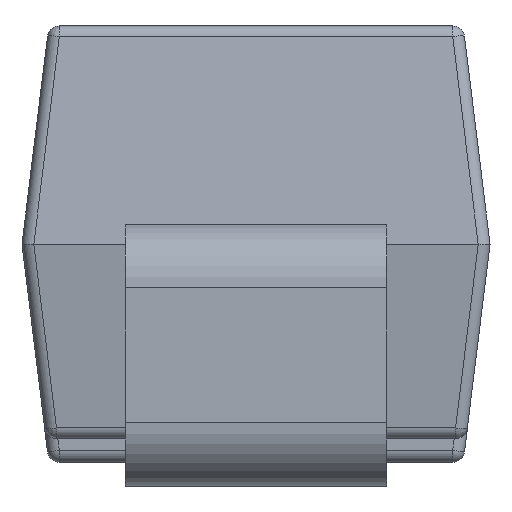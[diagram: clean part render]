
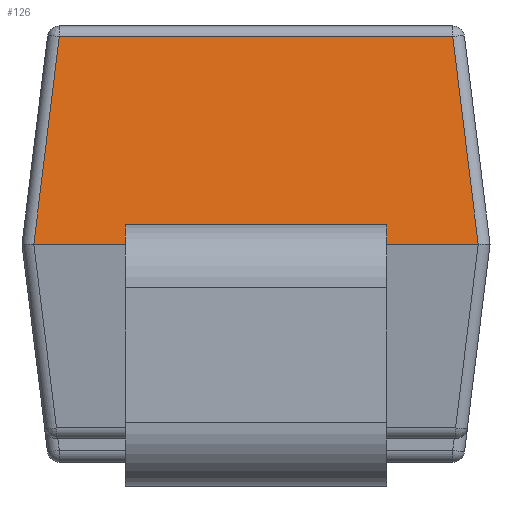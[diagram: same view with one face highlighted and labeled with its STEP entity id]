
A CAD part, left-side view. The second image highlights one B-rep face of the part: STEP entity #126.
In plain terms, the highlighted planar face has unit normal (-0.993, 0, 0.122).
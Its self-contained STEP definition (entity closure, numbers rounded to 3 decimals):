
#126=ADVANCED_FACE('',(#866),#868,.T.);
#866=FACE_BOUND('',#867,.T.);
#867=EDGE_LOOP('',(#1545,#1546,#1547,#1548));
#868=PLANE('',#869);
#869=AXIS2_PLACEMENT_3D('',#870,#871,#872);
#870=CARTESIAN_POINT('',(-0.3,1.475,1.525));
#871=DIRECTION('',(-0.993,0.,0.122));
#872=DIRECTION('',(0.,-1.,0.));
#1545=ORIENTED_EDGE('',*,*,#1919,.F.);
#1546=ORIENTED_EDGE('',*,*,#1920,.F.);
#1547=ORIENTED_EDGE('',*,*,#1921,.T.);
#1548=ORIENTED_EDGE('',*,*,#1922,.T.);
#1919=EDGE_CURVE('',#2127,#2128,#2129,.T.);
#1920=EDGE_CURVE('',#2130,#2127,#2131,.T.);
#1921=EDGE_CURVE('',#2130,#2132,#2133,.T.);
#1922=EDGE_CURVE('',#2132,#2128,#2134,.T.);
#2127=VERTEX_POINT('',#2479);
#2128=VERTEX_POINT('',#2480);
#2129=LINE('',#2481,#2482);
#2130=VERTEX_POINT('',#2484);
#2131=LINE('',#2485,#2486);
#2132=VERTEX_POINT('',#2488);
#2133=LINE('',#2489,#2490);
#2134=LINE('',#2492,#2493);
#2479=CARTESIAN_POINT('',(-0.139,1.24,2.834));
#2480=CARTESIAN_POINT('',(-0.139,-1.24,2.834));
#2481=CARTESIAN_POINT('',(-0.139,1.24,2.834));
#2482=VECTOR('',#2483,1.);
#2483=DIRECTION('',(0.,-1.,0.));
#2484=CARTESIAN_POINT('',(-0.3,1.401,1.525));
#2485=CARTESIAN_POINT('',(-0.3,1.401,1.525));
#2486=VECTOR('',#2487,1.);
#2487=DIRECTION('',(0.121,-0.121,0.985));
#2488=CARTESIAN_POINT('',(-0.3,-1.401,1.525));
#2489=CARTESIAN_POINT('',(-0.3,1.401,1.525));
#2490=VECTOR('',#2491,1.);
#2491=DIRECTION('',(0.,-1.,0.));
#2492=CARTESIAN_POINT('',(-0.3,-1.401,1.525));
#2493=VECTOR('',#2494,1.);
#2494=DIRECTION('',(0.121,0.121,0.985));
